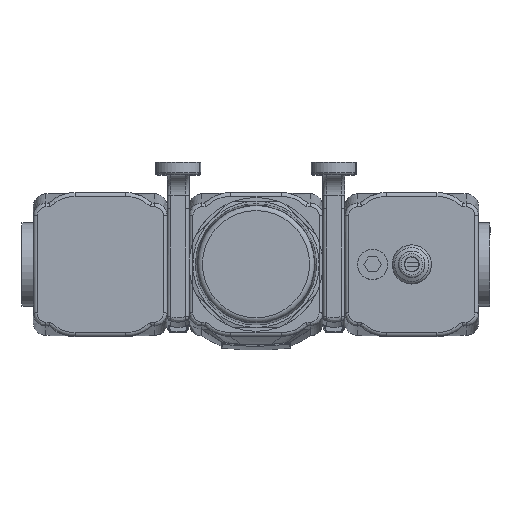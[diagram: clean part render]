
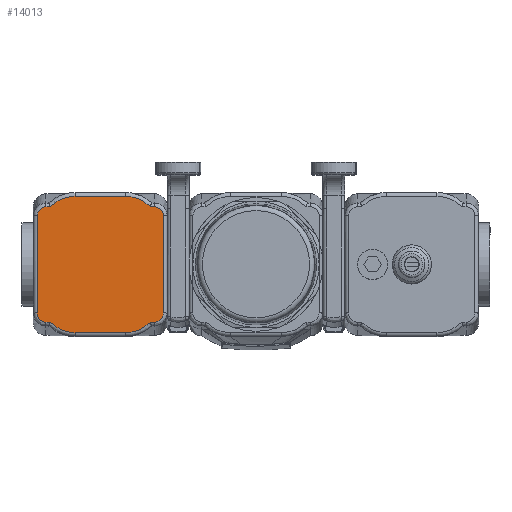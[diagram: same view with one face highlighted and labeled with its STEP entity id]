
A CAD part, top view. The second image highlights one B-rep face of the part: STEP entity #14013.
In plain terms, the highlighted planar face has unit normal (0, 0, 1).
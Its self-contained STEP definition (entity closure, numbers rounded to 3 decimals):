
#260=B_SPLINE_CURVE_WITH_KNOTS('',3,(#17957,#17958,#17959,#17960,#17961,
#17962),.UNSPECIFIED.,.F.,.F.,(4,1,1,4),(0.,0.238,
0.397,0.556),.UNSPECIFIED.);
#261=B_SPLINE_CURVE_WITH_KNOTS('',3,(#17966,#17967,#17968,#17969,#17970),
 .UNSPECIFIED.,.F.,.F.,(4,1,4),(0.,0.238,0.556),
 .UNSPECIFIED.);
#262=B_SPLINE_CURVE_WITH_KNOTS('',3,(#17982,#17983,#17984,#17985,#17986,
#17987),.UNSPECIFIED.,.F.,.F.,(4,1,1,4),(0.,0.238,0.397,
0.556),.UNSPECIFIED.);
#263=B_SPLINE_CURVE_WITH_KNOTS('',3,(#17991,#17992,#17993,#17994,#17995),
 .UNSPECIFIED.,.F.,.F.,(4,1,4),(0.,0.238,0.556),
 .UNSPECIFIED.);
#681=LINE('',#17950,#1457);
#682=LINE('',#17955,#1458);
#683=LINE('',#17964,#1459);
#684=LINE('',#17972,#1460);
#685=LINE('',#17976,#1461);
#686=LINE('',#17980,#1462);
#687=LINE('',#17989,#1463);
#688=LINE('',#17997,#1464);
#1457=VECTOR('',#15544,1000.);
#1458=VECTOR('',#15547,1000.);
#1459=VECTOR('',#15548,1000.);
#1460=VECTOR('',#15549,1000.);
#1461=VECTOR('',#15552,1000.);
#1462=VECTOR('',#15555,1000.);
#1463=VECTOR('',#15556,1000.);
#1464=VECTOR('',#15557,1000.);
#2239=PLANE('',#14695);
#2554=ORIENTED_EDGE('',*,*,#5550,.F.);
#2555=ORIENTED_EDGE('',*,*,#5551,.F.);
#2556=ORIENTED_EDGE('',*,*,#5552,.F.);
#2557=ORIENTED_EDGE('',*,*,#5553,.F.);
#2558=ORIENTED_EDGE('',*,*,#5554,.F.);
#2559=ORIENTED_EDGE('',*,*,#5555,.F.);
#2560=ORIENTED_EDGE('',*,*,#5556,.F.);
#2561=ORIENTED_EDGE('',*,*,#5557,.F.);
#2562=ORIENTED_EDGE('',*,*,#5558,.F.);
#2563=ORIENTED_EDGE('',*,*,#5559,.F.);
#2564=ORIENTED_EDGE('',*,*,#5560,.F.);
#2565=ORIENTED_EDGE('',*,*,#5561,.F.);
#2566=ORIENTED_EDGE('',*,*,#5562,.F.);
#2567=ORIENTED_EDGE('',*,*,#5563,.F.);
#2568=ORIENTED_EDGE('',*,*,#5564,.F.);
#2569=ORIENTED_EDGE('',*,*,#5565,.F.);
#5550=EDGE_CURVE('',#7053,#7054,#681,.T.);
#5551=EDGE_CURVE('',#7055,#7053,#8026,.T.);
#5552=EDGE_CURVE('',#7056,#7055,#682,.T.);
#5553=EDGE_CURVE('',#7057,#7056,#260,.T.);
#5554=EDGE_CURVE('',#7058,#7057,#683,.T.);
#5555=EDGE_CURVE('',#7059,#7058,#261,.T.);
#5556=EDGE_CURVE('',#7060,#7059,#684,.T.);
#5557=EDGE_CURVE('',#7061,#7060,#8027,.T.);
#5558=EDGE_CURVE('',#7062,#7061,#685,.T.);
#5559=EDGE_CURVE('',#7063,#7062,#8028,.T.);
#5560=EDGE_CURVE('',#7064,#7063,#686,.T.);
#5561=EDGE_CURVE('',#7065,#7064,#262,.T.);
#5562=EDGE_CURVE('',#7066,#7065,#687,.T.);
#5563=EDGE_CURVE('',#7067,#7066,#263,.T.);
#5564=EDGE_CURVE('',#7068,#7067,#688,.T.);
#5565=EDGE_CURVE('',#7054,#7068,#8029,.T.);
#7053=VERTEX_POINT('',#17951);
#7054=VERTEX_POINT('',#17952);
#7055=VERTEX_POINT('',#17954);
#7056=VERTEX_POINT('',#17956);
#7057=VERTEX_POINT('',#17963);
#7058=VERTEX_POINT('',#17965);
#7059=VERTEX_POINT('',#17971);
#7060=VERTEX_POINT('',#17973);
#7061=VERTEX_POINT('',#17975);
#7062=VERTEX_POINT('',#17977);
#7063=VERTEX_POINT('',#17979);
#7064=VERTEX_POINT('',#17981);
#7065=VERTEX_POINT('',#17988);
#7066=VERTEX_POINT('',#17990);
#7067=VERTEX_POINT('',#17996);
#7068=VERTEX_POINT('',#17998);
#8026=CIRCLE('',#14696,13.5);
#8027=CIRCLE('',#14697,13.5);
#8028=CIRCLE('',#14698,13.5);
#8029=CIRCLE('',#14699,13.5);
#8324=EDGE_LOOP('',(#2554,#2555,#2556,#2557,#2558,#2559,#2560,#2561,#2562,
#2563,#2564,#2565,#2566,#2567,#2568,#2569));
#9088=FACE_BOUND('',#8324,.T.);
#14013=ADVANCED_FACE('',(#9088),#2239,.T.);
#14695=AXIS2_PLACEMENT_3D('',#17949,#15542,#15543);
#14696=AXIS2_PLACEMENT_3D('',#17953,#15545,#15546);
#14697=AXIS2_PLACEMENT_3D('',#17974,#15550,#15551);
#14698=AXIS2_PLACEMENT_3D('',#17978,#15553,#15554);
#14699=AXIS2_PLACEMENT_3D('',#17999,#15558,#15559);
#15542=DIRECTION('',(0.,0.,1.));
#15543=DIRECTION('',(1.,0.,0.));
#15544=DIRECTION('',(1.,0.,0.));
#15545=DIRECTION('',(0.,0.,-1.));
#15546=DIRECTION('',(-0.387,0.922,0.));
#15547=DIRECTION('',(1.,0.,0.));
#15548=DIRECTION('',(0.,1.,0.));
#15549=DIRECTION('',(-1.,0.,0.));
#15550=DIRECTION('',(0.,0.,-1.));
#15551=DIRECTION('',(-0.387,-0.922,0.));
#15552=DIRECTION('',(-1.,0.,0.));
#15553=DIRECTION('',(0.,0.,-1.));
#15554=DIRECTION('',(0.387,-0.922,0.));
#15555=DIRECTION('',(-1.,0.,0.));
#15556=DIRECTION('',(0.,-1.,0.));
#15557=DIRECTION('',(1.,0.,0.));
#15558=DIRECTION('',(0.,0.,-1.));
#15559=DIRECTION('',(0.387,0.922,0.));
#17949=CARTESIAN_POINT('',(0.,0.,34.));
#17950=CARTESIAN_POINT('',(-10.,27.,34.));
#17951=CARTESIAN_POINT('',(-10.,27.,34.));
#17952=CARTESIAN_POINT('',(10.,27.,34.));
#17953=CARTESIAN_POINT('',(-10.,13.5,34.));
#17954=CARTESIAN_POINT('',(-19.742,22.845,34.));
#17955=CARTESIAN_POINT('',(-21.5,22.845,34.));
#17956=CARTESIAN_POINT('',(-21.5,22.845,34.));
#17957=CARTESIAN_POINT('',(-25.,19.226,34.));
#17958=CARTESIAN_POINT('',(-25.,20.019,34.));
#17959=CARTESIAN_POINT('',(-24.559,21.356,34.));
#17960=CARTESIAN_POINT('',(-23.094,22.587,34.));
#17961=CARTESIAN_POINT('',(-22.029,22.845,34.));
#17962=CARTESIAN_POINT('',(-21.5,22.845,34.));
#17963=CARTESIAN_POINT('',(-25.,19.226,34.));
#17964=CARTESIAN_POINT('',(-25.,-19.226,34.));
#17965=CARTESIAN_POINT('',(-25.,-19.226,34.));
#17966=CARTESIAN_POINT('',(-21.5,-22.845,34.));
#17967=CARTESIAN_POINT('',(-22.295,-22.845,34.));
#17968=CARTESIAN_POINT('',(-24.166,-22.145,34.));
#17969=CARTESIAN_POINT('',(-25.,-20.286,34.));
#17970=CARTESIAN_POINT('',(-25.,-19.226,34.));
#17971=CARTESIAN_POINT('',(-21.5,-22.845,34.));
#17972=CARTESIAN_POINT('',(-19.742,-22.845,34.));
#17973=CARTESIAN_POINT('',(-19.742,-22.845,34.));
#17974=CARTESIAN_POINT('',(-10.,-13.5,34.));
#17975=CARTESIAN_POINT('',(-10.,-27.,34.));
#17976=CARTESIAN_POINT('',(10.,-27.,34.));
#17977=CARTESIAN_POINT('',(10.,-27.,34.));
#17978=CARTESIAN_POINT('',(10.,-13.5,34.));
#17979=CARTESIAN_POINT('',(19.742,-22.845,34.));
#17980=CARTESIAN_POINT('',(21.5,-22.845,34.));
#17981=CARTESIAN_POINT('',(21.5,-22.845,34.));
#17982=CARTESIAN_POINT('',(25.,-19.226,34.));
#17983=CARTESIAN_POINT('',(25.,-20.021,34.));
#17984=CARTESIAN_POINT('',(24.563,-21.35,34.));
#17985=CARTESIAN_POINT('',(23.097,-22.588,34.));
#17986=CARTESIAN_POINT('',(22.03,-22.845,34.));
#17987=CARTESIAN_POINT('',(21.5,-22.845,34.));
#17988=CARTESIAN_POINT('',(25.,-19.226,34.));
#17989=CARTESIAN_POINT('',(25.,19.226,34.));
#17990=CARTESIAN_POINT('',(25.,19.226,34.));
#17991=CARTESIAN_POINT('',(21.5,22.845,34.));
#17992=CARTESIAN_POINT('',(22.294,22.845,34.));
#17993=CARTESIAN_POINT('',(24.161,22.151,34.));
#17994=CARTESIAN_POINT('',(25.,20.284,34.));
#17995=CARTESIAN_POINT('',(25.,19.226,34.));
#17996=CARTESIAN_POINT('',(21.5,22.845,34.));
#17997=CARTESIAN_POINT('',(19.742,22.845,34.));
#17998=CARTESIAN_POINT('',(19.742,22.845,34.));
#17999=CARTESIAN_POINT('',(10.,13.5,34.));
